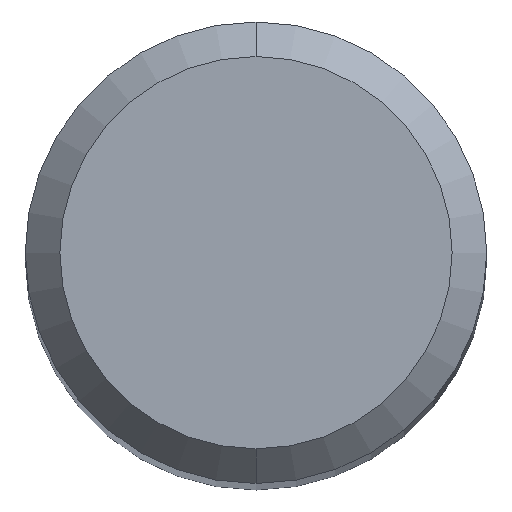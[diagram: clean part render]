
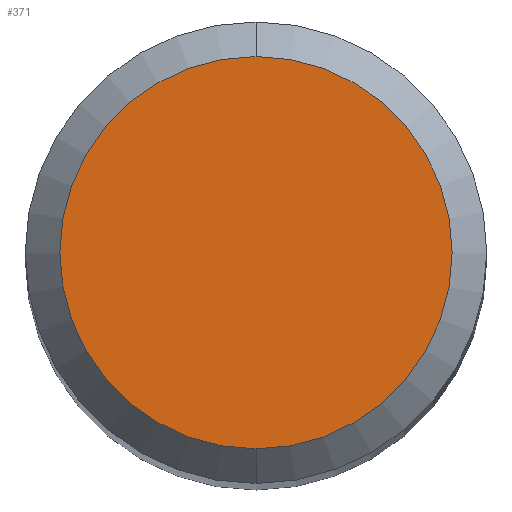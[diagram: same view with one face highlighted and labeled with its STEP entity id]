
A CAD part, top view. The second image highlights one B-rep face of the part: STEP entity #371.
In plain terms, the highlighted planar face has unit normal (0, 0, 1).
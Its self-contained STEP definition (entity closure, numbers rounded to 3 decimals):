
#371=ADVANCED_FACE('',(#1052),#1053,.T.);
#389=VERTEX_POINT('',#1071);
#585=VERTEX_POINT('',#1287);
#919=EDGE_CURVE('',#389,#585,#1652,.T.);
#1009=EDGE_CURVE('',#585,#389,#1749,.T.);
#1052=FACE_OUTER_BOUND('',#1803,.T.);
#1053=PLANE('',#1804);
#1071=CARTESIAN_POINT('',(0.,-1.7,0.0));
#1287=CARTESIAN_POINT('',(0.0,1.7,0.0));
#1652=CIRCLE('',#4831,1.7);
#1749=CIRCLE('',#5251,1.7);
#1803=EDGE_LOOP('',(#5310,#5311));
#1804=AXIS2_PLACEMENT_3D('',#5312,#5313,#5314);
#4831=AXIS2_PLACEMENT_3D('',#5922,#5923,#5924);
#5251=AXIS2_PLACEMENT_3D('',#6028,#6029,#6030);
#5310=ORIENTED_EDGE('',*,*,#1009,.F.);
#5311=ORIENTED_EDGE('',*,*,#919,.F.);
#5312=CARTESIAN_POINT('',(0.0,0.85,0.0));
#5313=DIRECTION('',(-0.0,0.0,1.0));
#5314=DIRECTION('',(0.0,-1.0,0.0));
#5922=CARTESIAN_POINT('',(0.0,0.0,0.0));
#5923=DIRECTION('',(0.0,0.0,-1.0));
#5924=DIRECTION('',(0.0,1.0,0.0));
#6028=CARTESIAN_POINT('',(0.0,0.0,0.0));
#6029=DIRECTION('',(0.0,0.0,-1.0));
#6030=DIRECTION('',(0.0,1.0,0.0));
